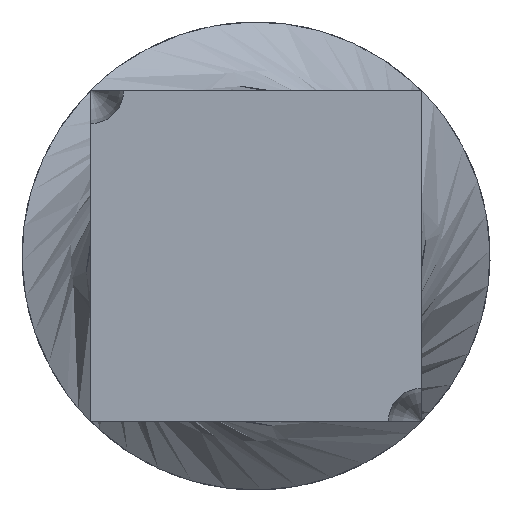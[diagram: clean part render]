
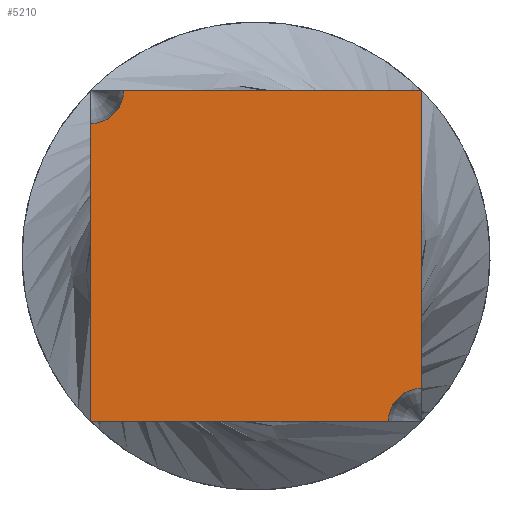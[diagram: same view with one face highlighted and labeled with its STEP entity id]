
A CAD part, front view. The second image highlights one B-rep face of the part: STEP entity #5210.
In plain terms, the highlighted planar face has unit normal (0, -1, 0).
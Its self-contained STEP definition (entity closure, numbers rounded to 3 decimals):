
#306 = CARTESIAN_POINT ( 'NONE',  ( 12.5, -720., 12.5 ) ) ;
#934 = DIRECTION ( 'NONE',  ( 0., 0., -1. ) ) ;
#1035 = CARTESIAN_POINT ( 'NONE',  ( -12.5, -720., 12.5 ) ) ;
#1349 = VERTEX_POINT ( 'NONE', #3638 ) ;
#2025 = FACE_OUTER_BOUND ( 'NONE', #17307, .T. ) ;
#2467 = VERTEX_POINT ( 'NONE', #17331 ) ;
#3606 = VECTOR ( 'NONE', #17509, 1000. ) ;
#3638 = CARTESIAN_POINT ( 'NONE',  ( 10., -720., -12.5 ) ) ;
#4839 = CIRCLE ( 'NONE', #9378, 2.5 ) ;
#4894 = VERTEX_POINT ( 'NONE', #15505 ) ;
#4907 = ORIENTED_EDGE ( 'NONE', *, *, #12060, .F. ) ;
#5210 = ADVANCED_FACE ( 'NONE', ( #2025 ), #5579, .F. ) ;
#5579 = PLANE ( 'NONE',  #9052 ) ;
#6330 = LINE ( 'NONE', #9239, #14790 ) ;
#6410 = DIRECTION ( 'NONE',  ( 0., 0., 1. ) ) ;
#6903 = DIRECTION ( 'NONE',  ( 0., 1., 0. ) ) ;
#7940 = AXIS2_PLACEMENT_3D ( 'NONE', #13053, #17239, #11439 ) ;
#7942 = VECTOR ( 'NONE', #14896, 1000. ) ;
#7996 = ORIENTED_EDGE ( 'NONE', *, *, #11252, .F. ) ;
#8236 = LINE ( 'NONE', #16184, #15590 ) ;
#8946 = CARTESIAN_POINT ( 'NONE',  ( 12.5, -720., -10. ) ) ;
#9052 = AXIS2_PLACEMENT_3D ( 'NONE', #10929, #6903, #12379 ) ;
#9215 = EDGE_CURVE ( 'NONE', #14013, #13206, #8236, .T. ) ;
#9239 = CARTESIAN_POINT ( 'NONE',  ( 12.5, -720., 12.5 ) ) ;
#9378 = AXIS2_PLACEMENT_3D ( 'NONE', #13255, #17456, #6410 ) ;
#9494 = CARTESIAN_POINT ( 'NONE',  ( -12.5, -720., -12.5 ) ) ;
#9630 = ORIENTED_EDGE ( 'NONE', *, *, #14613, .F. ) ;
#10578 = ORIENTED_EDGE ( 'NONE', *, *, #9215, .F. ) ;
#10929 = CARTESIAN_POINT ( 'NONE',  ( 0., -720., 0. ) ) ;
#11252 = EDGE_CURVE ( 'NONE', #13384, #4894, #14671, .T. ) ;
#11325 = EDGE_CURVE ( 'NONE', #1349, #13384, #12952, .T. ) ;
#11439 = DIRECTION ( 'NONE',  ( 0., 0., 1. ) ) ;
#12026 = DIRECTION ( 'NONE',  ( 1., 0., 0. ) ) ;
#12060 = EDGE_CURVE ( 'NONE', #4894, #2467, #12920, .T. ) ;
#12128 = CARTESIAN_POINT ( 'NONE',  ( -12.5, -720., -12.5 ) ) ;
#12379 = DIRECTION ( 'NONE',  ( 0., 0., 1. ) ) ;
#12920 = CIRCLE ( 'NONE', #7940, 2.5 ) ;
#12952 = LINE ( 'NONE', #12128, #7942 ) ;
#13053 = CARTESIAN_POINT ( 'NONE',  ( -12.5, -720., 12.5 ) ) ;
#13206 = VERTEX_POINT ( 'NONE', #8946 ) ;
#13255 = CARTESIAN_POINT ( 'NONE',  ( 12.5, -720., -12.5 ) ) ;
#13384 = VERTEX_POINT ( 'NONE', #9494 ) ;
#13785 = EDGE_CURVE ( 'NONE', #13206, #1349, #4839, .T. ) ;
#14013 = VERTEX_POINT ( 'NONE', #306 ) ;
#14613 = EDGE_CURVE ( 'NONE', #2467, #14013, #6330, .T. ) ;
#14671 = LINE ( 'NONE', #1035, #3606 ) ;
#14790 = VECTOR ( 'NONE', #12026, 1000. ) ;
#14896 = DIRECTION ( 'NONE',  ( -1., 0., 0. ) ) ;
#14961 = ORIENTED_EDGE ( 'NONE', *, *, #13785, .F. ) ;
#15505 = CARTESIAN_POINT ( 'NONE',  ( -12.5, -720., 10. ) ) ;
#15590 = VECTOR ( 'NONE', #934, 1000. ) ;
#16025 = ORIENTED_EDGE ( 'NONE', *, *, #11325, .F. ) ;
#16184 = CARTESIAN_POINT ( 'NONE',  ( 12.5, -720., -12.5 ) ) ;
#17239 = DIRECTION ( 'NONE',  ( 0., -1., 0. ) ) ;
#17307 = EDGE_LOOP ( 'NONE', ( #14961, #10578, #9630, #4907, #7996, #16025 ) ) ;
#17331 = CARTESIAN_POINT ( 'NONE',  ( -10., -720., 12.5 ) ) ;
#17456 = DIRECTION ( 'NONE',  ( 0., -1., 0. ) ) ;
#17509 = DIRECTION ( 'NONE',  ( 0., 0., 1. ) ) ;
